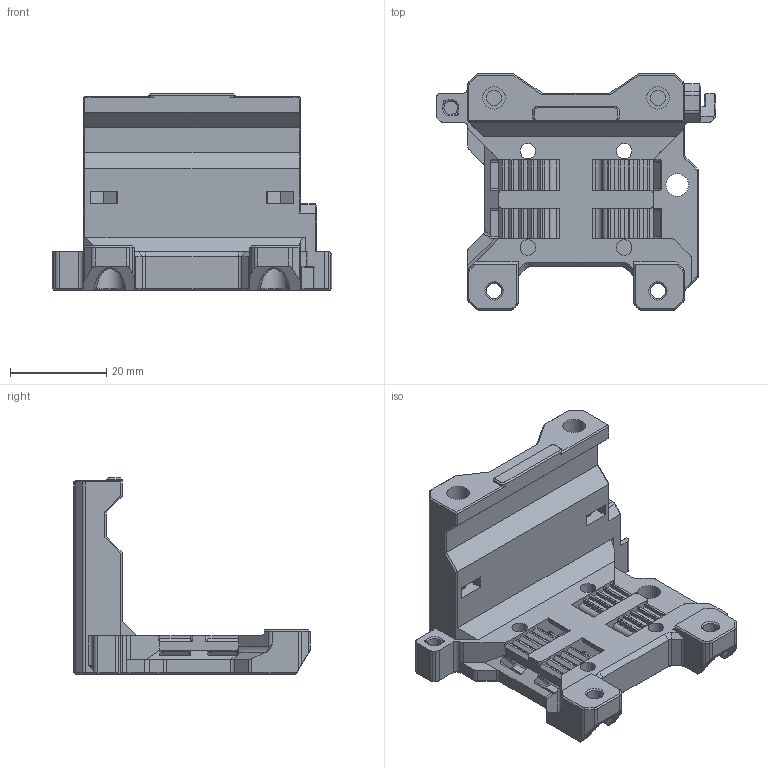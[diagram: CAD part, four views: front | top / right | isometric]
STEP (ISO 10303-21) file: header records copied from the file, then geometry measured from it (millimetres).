
FILE_DESCRIPTION(/* description */ (''),/* implementation_level */ '2;1');
FILE_NAME(/* name */ 'X_Carriage-MGN12H (1).step',/* time_stamp */ '2024-11-17T13:30:11+08:00',/* author */ (''),/* organization */ (''),/* preprocessor_version */ 'ST-DEVELOPER v20',/* originating_system */ 'Autodesk Translation Framework v13.20.0.188',/* authorisation */ '');
FILE_SCHEMA (('AUTOMOTIVE_DESIGN { 1 0 10303 214 3 1 1 }'));
Length unit declared in the file: millimetre
Products named in the file (1): X_Carriage-MGN12H
Bounding box: 58 x 49 x 40.8 mm (x, y, z)
Volume: 22964.2 mm3; surface area: 12783.4 mm2
Topology: 3 solids, 4 shells, 759 faces, 2011 edges, 1251 vertices
Faces by surface type: plane 462, cylinder 181, cone 82, torus 20, bspline 14
Full cylindrical faces by diameter (mm): 3 x1, 3.2 x9, 3.3 x4, 3.4 x1, 4.7 x5, 5.8 x4
Entity records: 25660 total; most frequent: CARTESIAN_POINT 6586, ORIENTED_EDGE 4020, DIRECTION 3955, EDGE_CURVE 2010, LINE 1441, VECTOR 1441, AXIS2_PLACEMENT_3D 1257, VERTEX_POINT 1251
